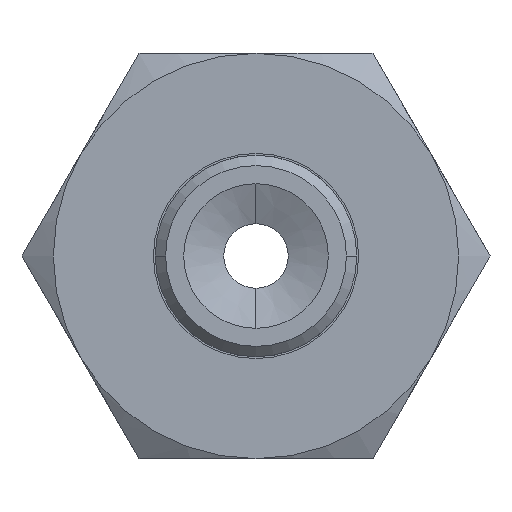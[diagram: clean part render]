
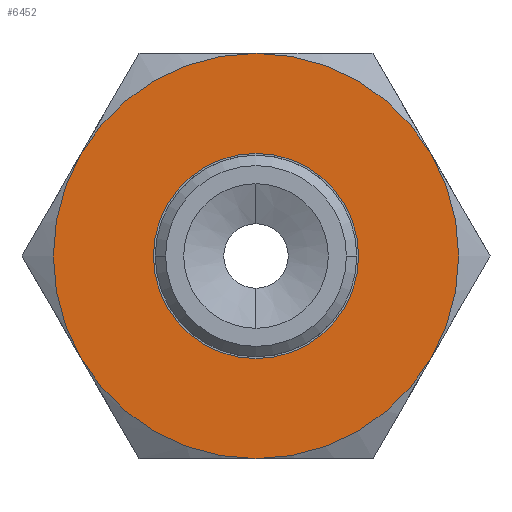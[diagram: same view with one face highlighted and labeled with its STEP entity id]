
A CAD part, left-side view. The second image highlights one B-rep face of the part: STEP entity #6452.
In plain terms, the highlighted planar face has unit normal (-1, 0, 0).
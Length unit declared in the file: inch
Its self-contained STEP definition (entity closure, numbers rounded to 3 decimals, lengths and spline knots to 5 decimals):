
#194 = CARTESIAN_POINT ( 'NONE',  ( -0.9445, 0., 0.5625 ) ) ;
#212 = VERTEX_POINT ( 'NONE', #6070 ) ;
#229 = AXIS2_PLACEMENT_3D ( 'NONE', #5145, #4110, #2042 ) ;
#250 = VERTEX_POINT ( 'NONE', #9208 ) ;
#635 = AXIS2_PLACEMENT_3D ( 'NONE', #13536, #6166, #10297 ) ;
#663 = CIRCLE ( 'NONE', #4672, 0.28475 ) ;
#839 = CARTESIAN_POINT ( 'NONE',  ( -0.9445, 0.5625, 0. ) ) ;
#1060 = AXIS2_PLACEMENT_3D ( 'NONE', #7710, #12914, #6560 ) ;
#1541 = CARTESIAN_POINT ( 'NONE',  ( -0.9445, 0., 0. ) ) ;
#1624 = ORIENTED_EDGE ( 'NONE', *, *, #5874, .F. ) ;
#1801 = CIRCLE ( 'NONE', #7461, 0.5625 ) ;
#1828 = EDGE_CURVE ( 'NONE', #250, #5355, #10900, .T. ) ;
#2042 = DIRECTION ( 'NONE',  ( 0., 0., -1. ) ) ;
#2481 = ORIENTED_EDGE ( 'NONE', *, *, #10525, .T. ) ;
#2491 = EDGE_CURVE ( 'NONE', #212, #3052, #1801, .T. ) ;
#2511 = EDGE_CURVE ( 'NONE', #5524, #212, #3984, .T. ) ;
#2780 = AXIS2_PLACEMENT_3D ( 'NONE', #6912, #4722, #9932 ) ;
#3052 = VERTEX_POINT ( 'NONE', #11950 ) ;
#3192 = DIRECTION ( 'NONE',  ( 0., 0., -1. ) ) ;
#3213 = CARTESIAN_POINT ( 'NONE',  ( -0.9445, 0., 0. ) ) ;
#3716 = DIRECTION ( 'NONE',  ( 1., 0., 0. ) ) ;
#3984 = CIRCLE ( 'NONE', #229, 0.5625 ) ;
#4110 = DIRECTION ( 'NONE',  ( 1., 0., 0. ) ) ;
#4483 = EDGE_CURVE ( 'NONE', #10272, #250, #13542, .T. ) ;
#4672 = AXIS2_PLACEMENT_3D ( 'NONE', #12577, #6014, #12402 ) ;
#4722 = DIRECTION ( 'NONE',  ( 1., 0., 0. ) ) ;
#4792 = DIRECTION ( 'NONE',  ( 0., 0., -1. ) ) ;
#4803 = ORIENTED_EDGE ( 'NONE', *, *, #4483, .F. ) ;
#5094 = CARTESIAN_POINT ( 'NONE',  ( -0.9445, 0., 0.28475 ) ) ;
#5145 = CARTESIAN_POINT ( 'NONE',  ( -0.9445, 0., 0. ) ) ;
#5355 = VERTEX_POINT ( 'NONE', #194 ) ;
#5524 = VERTEX_POINT ( 'NONE', #7889 ) ;
#5540 = ORIENTED_EDGE ( 'NONE', *, *, #10302, .F. ) ;
#5796 = FACE_OUTER_BOUND ( 'NONE', #5823, .T. ) ;
#5823 = EDGE_LOOP ( 'NONE', ( #1624, #12898, #7708, #5540, #13022, #4803 ) ) ;
#5874 = EDGE_CURVE ( 'NONE', #3052, #10272, #8318, .T. ) ;
#6011 = AXIS2_PLACEMENT_3D ( 'NONE', #1541, #3716, #4792 ) ;
#6014 = DIRECTION ( 'NONE',  ( 1., 0., 0. ) ) ;
#6070 = CARTESIAN_POINT ( 'NONE',  ( -0.9445, -0.48714, -0.28125 ) ) ;
#6166 = DIRECTION ( 'NONE',  ( 1., 0., 0. ) ) ;
#6325 = DIRECTION ( 'NONE',  ( 1., 0., 0. ) ) ;
#6345 = PLANE ( 'NONE',  #7643 ) ;
#6452 = ADVANCED_FACE ( 'NONE', ( #12852, #5796 ), #6345, .T. ) ;
#6560 = DIRECTION ( 'NONE',  ( 0., 0., -1. ) ) ;
#6912 = CARTESIAN_POINT ( 'NONE',  ( -0.9445, 0., 0. ) ) ;
#7158 = CARTESIAN_POINT ( 'NONE',  ( -0.9445, 0., -0.28475 ) ) ;
#7245 = VERTEX_POINT ( 'NONE', #7158 ) ;
#7461 = AXIS2_PLACEMENT_3D ( 'NONE', #11589, #6325, #3192 ) ;
#7529 = EDGE_LOOP ( 'NONE', ( #2481, #12304 ) ) ;
#7643 = AXIS2_PLACEMENT_3D ( 'NONE', #839, #13857, #8367 ) ;
#7708 = ORIENTED_EDGE ( 'NONE', *, *, #2511, .F. ) ;
#7710 = CARTESIAN_POINT ( 'NONE',  ( -0.9445, 0., 0. ) ) ;
#7889 = CARTESIAN_POINT ( 'NONE',  ( -0.9445, -0.48714, 0.28125 ) ) ;
#8318 = CIRCLE ( 'NONE', #10775, 0.5625 ) ;
#8367 = DIRECTION ( 'NONE',  ( 0., 0., 1. ) ) ;
#8525 = CARTESIAN_POINT ( 'NONE',  ( -0.9445, 0.48714, -0.28125 ) ) ;
#8563 = DIRECTION ( 'NONE',  ( 1., 0., 0. ) ) ;
#9208 = CARTESIAN_POINT ( 'NONE',  ( -0.9445, 0.48714, 0.28125 ) ) ;
#9385 = VERTEX_POINT ( 'NONE', #5094 ) ;
#9932 = DIRECTION ( 'NONE',  ( 0., 0., -1. ) ) ;
#10272 = VERTEX_POINT ( 'NONE', #8525 ) ;
#10297 = DIRECTION ( 'NONE',  ( 0., 0., -1. ) ) ;
#10302 = EDGE_CURVE ( 'NONE', #5355, #5524, #12149, .T. ) ;
#10525 = EDGE_CURVE ( 'NONE', #7245, #9385, #11294, .T. ) ;
#10775 = AXIS2_PLACEMENT_3D ( 'NONE', #3213, #8563, #12879 ) ;
#10804 = EDGE_CURVE ( 'NONE', #9385, #7245, #663, .T. ) ;
#10900 = CIRCLE ( 'NONE', #6011, 0.5625 ) ;
#11294 = CIRCLE ( 'NONE', #1060, 0.28475 ) ;
#11589 = CARTESIAN_POINT ( 'NONE',  ( -0.9445, 0., 0. ) ) ;
#11950 = CARTESIAN_POINT ( 'NONE',  ( -0.9445, 0., -0.5625 ) ) ;
#12149 = CIRCLE ( 'NONE', #2780, 0.5625 ) ;
#12304 = ORIENTED_EDGE ( 'NONE', *, *, #10804, .T. ) ;
#12402 = DIRECTION ( 'NONE',  ( 0., 0., -1. ) ) ;
#12577 = CARTESIAN_POINT ( 'NONE',  ( -0.9445, 0., 0. ) ) ;
#12852 = FACE_BOUND ( 'NONE', #7529, .T. ) ;
#12879 = DIRECTION ( 'NONE',  ( 0., 0., -1. ) ) ;
#12898 = ORIENTED_EDGE ( 'NONE', *, *, #2491, .F. ) ;
#12914 = DIRECTION ( 'NONE',  ( 1., 0., 0. ) ) ;
#13022 = ORIENTED_EDGE ( 'NONE', *, *, #1828, .F. ) ;
#13536 = CARTESIAN_POINT ( 'NONE',  ( -0.9445, 0., 0. ) ) ;
#13542 = CIRCLE ( 'NONE', #635, 0.5625 ) ;
#13857 = DIRECTION ( 'NONE',  ( -1., 0., 0. ) ) ;
